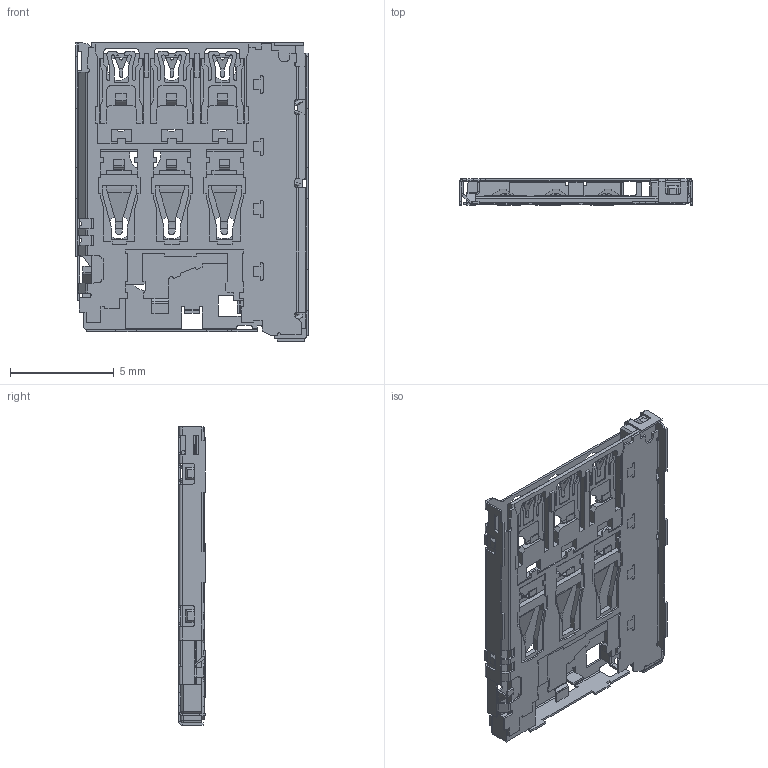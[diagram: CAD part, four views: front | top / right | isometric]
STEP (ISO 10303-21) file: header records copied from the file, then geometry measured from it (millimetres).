
FILE_DESCRIPTION (( 'STEP AP214' ), '1' );
FILE_NAME ('SF72S006VBAR2500.STEP', '2018-05-31T11:30:22', ( '' ), ( '' ), 'SwSTEP 2.0', 'SolidWorks 2017', '' );
FILE_SCHEMA (( 'AUTOMOTIVE_DESIGN' ));
Length unit declared in the file: millimetre
Products named in the file (1): SF72S006VBAR2500
Bounding box: 11.2 x 1.26 x 14.35 mm (x, y, z)
Volume: 48 mm3; surface area: 783.2 mm2
Topology: 18 solids, 18 shells, 1484 faces, 3906 edges, 2426 vertices
Faces by surface type: plane 1129, cylinder 320, bspline 32, sphere 2, cone 1
Entity records: 48896 total; most frequent: CARTESIAN_POINT 11960, ORIENTED_EDGE 7806, DIRECTION 7311, EDGE_CURVE 3903, VECTOR 3165, LINE 3165, VERTEX_POINT 2426, AXIS2_PLACEMENT_3D 2073
